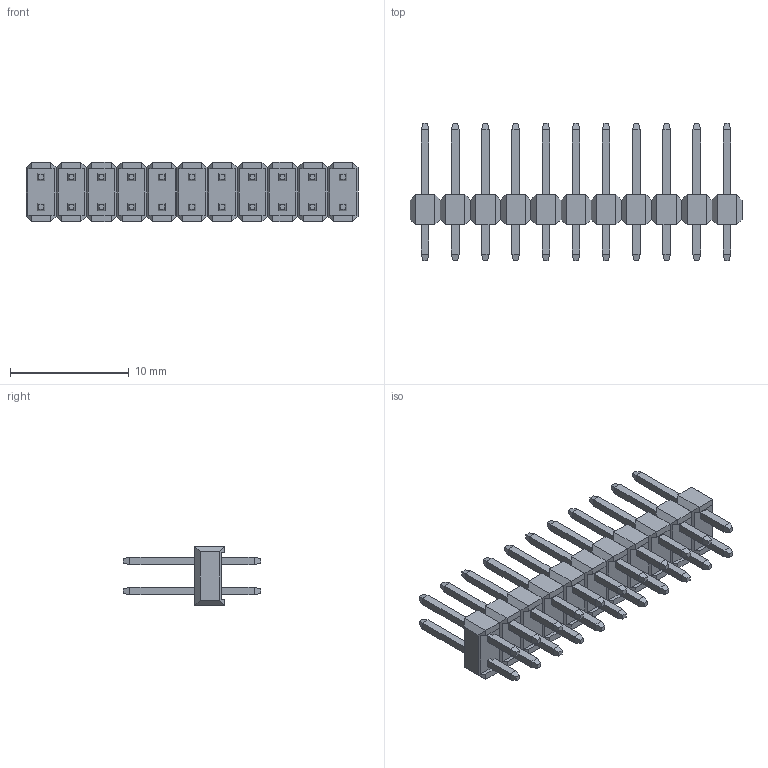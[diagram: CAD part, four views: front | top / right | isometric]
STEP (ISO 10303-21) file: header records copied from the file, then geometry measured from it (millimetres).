
FILE_DESCRIPTION (( 'STEP AP214' ), '1' );
FILE_NAME ('HEADER 2X11.STEP', '2013-11-27T11:09:33', ( '' ), ( '' ), 'SwSTEP 2.0', 'SolidWorks 2012', '' );
FILE_SCHEMA (( 'AUTOMOTIVE_DESIGN' ));
Length unit declared in the file: millimetre
Products named in the file (1): HEADER 2X11
Bounding box: 27.94 x 11.54 x 5.04 mm (x, y, z)
Volume: 380.5 mm3; surface area: 977.6 mm2
Topology: 1 solids, 1 shells, 578 faces, 1292 edges, 760 vertices
Faces by surface type: plane 578
Entity records: 21676 total; most frequent: CARTESIAN_POINT 2631, ORIENTED_EDGE 2584, DIRECTION 2450, LINE 1292, VECTOR 1292, EDGE_CURVE 1292, VERTEX_POINT 760, EDGE_LOOP 622
